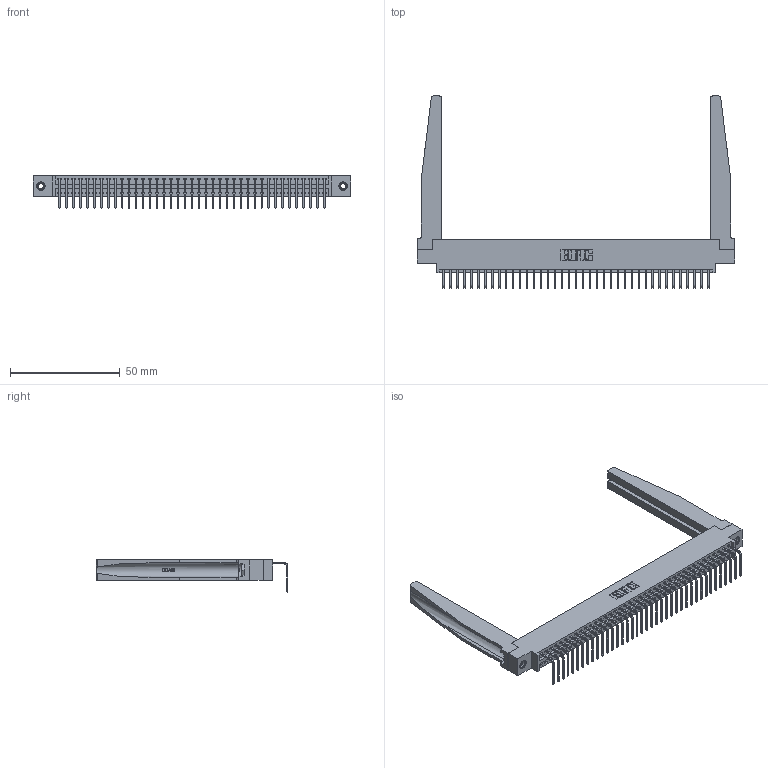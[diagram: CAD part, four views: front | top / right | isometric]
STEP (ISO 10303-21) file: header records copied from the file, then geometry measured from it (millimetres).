
FILE_DESCRIPTION (( 'STEP AP203' ), '1' );
FILE_NAME ('346-039-558-678.STEP', '2022-05-07T08:03:10', ( '' ), ( '' ), 'SwSTEP 2.0', 'SolidWorks 2020', '' );
FILE_SCHEMA (( 'CONFIG_CONTROL_DESIGN' ));
Length unit declared in the file: inch
Products named in the file (5): 346-220-078_345-220-078; 346-039-558-678; 346 Part_0.170 Offset - 0.156 Dia-TH; 345-250-001_345-250-001-102; 345-292-001_558 Tail - 2
Assembly tree (44 placements, depth 2):
  346-039-558-678
    346 Part_0.170 Offset - 0.156 Dia-TH
    345-292-001_558 Tail - 2  x39
    346-220-078_345-220-078  x2
    345-250-001_345-250-001-102  x2
Bounding box: 144.4 x 87.44 x 14.73 mm (x, y, z)
Volume: 20667.6 mm3; surface area: 24672.2 mm2
Topology: 44 solids, 44 shells, 2714 faces, 8083 edges, 5326 vertices
Faces by surface type: plane 1874, cylinder 788, bspline 36, cone 12, torus 4
Entity records: 29988 total; most frequent: CARTESIAN_POINT 6058, ORIENTED_EDGE 4918, DIRECTION 4331, EDGE_CURVE 2459, LINE 2077, VECTOR 2077, VERTEX_POINT 1632, AXIS2_PLACEMENT_3D 1127
